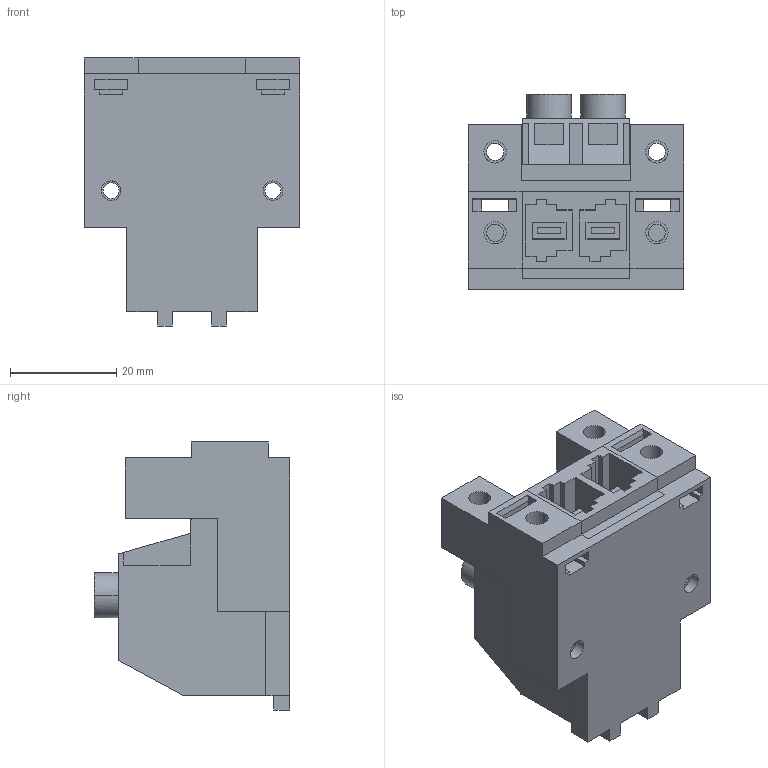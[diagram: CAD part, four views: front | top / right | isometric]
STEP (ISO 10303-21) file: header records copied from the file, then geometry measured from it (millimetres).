
FILE_DESCRIPTION(('CATIA V5 STEP Exchange','CAx-IF Rec.Pracs.--- Model Styling and Organization---1.4--- 2014-01-23'),'2;1');
FILE_NAME ('D1509342_0_2838060000_2838060000.stp','2021-11-08T09:09:11+00:00',('none'),('Weidmueller'),'CATIA Version 5-6 Release 2016','CATIA V5 STEP AP214','none');
FILE_SCHEMA(('AUTOMOTIVE_DESIGN { 1 0 10303 214 1 1 1 1 }'));
Length unit declared in the file: millimetre
Products named in the file (1): 2838060000
Bounding box: 40.64 x 36.8 x 50.5 mm (x, y, z)
Volume: 33501.2 mm3; surface area: 18517.4 mm2
Topology: 10 solids, 10 shells, 337 faces, 945 edges, 646 vertices
Faces by surface type: plane 295, cylinder 42
Entity records: 11566 total; most frequent: CARTESIAN_POINT 2532, ORIENTED_EDGE 1890, DIRECTION 1547, EDGE_CURVE 945, VECTOR 795, LINE 795, VERTEX_POINT 646, AXIS2_PLACEMENT_3D 416
